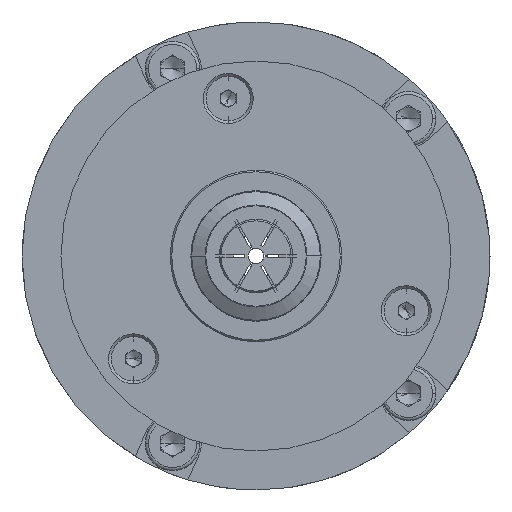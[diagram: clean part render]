
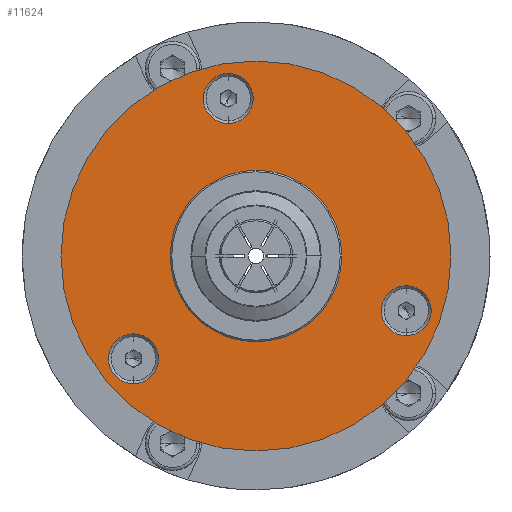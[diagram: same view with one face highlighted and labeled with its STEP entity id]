
A CAD part, left-side view. The second image highlights one B-rep face of the part: STEP entity #11624.
In plain terms, the highlighted planar face has unit normal (-1, 0, 0).
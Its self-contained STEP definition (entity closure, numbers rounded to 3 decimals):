
#11111 = VERTEX_POINT ( 'NONE', #18873 ) ;
#11113 = VERTEX_POINT ( 'NONE', #18872 ) ;
#11130 = EDGE_CURVE ( 'NONE', #11111, #11113, #18847, .T. ) ;
#11141 = VERTEX_POINT ( 'NONE', #18946 ) ;
#11143 = EDGE_CURVE ( 'NONE', #11141, #11144, #18945, .T. ) ;
#11144 = VERTEX_POINT ( 'NONE', #18940 ) ;
#11165 = EDGE_CURVE ( 'NONE', #11166, #11167, #18966, .T. ) ;
#11166 = VERTEX_POINT ( 'NONE', #18765 ) ;
#11167 = VERTEX_POINT ( 'NONE', #18764 ) ;
#11310 = VERTEX_POINT ( 'NONE', #19086 ) ;
#11312 = EDGE_CURVE ( 'NONE', #11310, #11313, #19085, .T. ) ;
#11313 = VERTEX_POINT ( 'NONE', #19145 ) ;
#11319 = EDGE_CURVE ( 'NONE', #11167, #11166, #19137, .T. ) ;
#11364 = EDGE_CURVE ( 'NONE', #11144, #11141, #19240, .T. ) ;
#11368 = ORIENTED_EDGE ( 'NONE', *, *, #11369, .T. ) ;
#11369 = EDGE_CURVE ( 'NONE', #11607, #11370, #19262, .T. ) ;
#11370 = VERTEX_POINT ( 'NONE', #19257 ) ;
#11371 = ORIENTED_EDGE ( 'NONE', *, *, #11540, .T. ) ;
#11540 = EDGE_CURVE ( 'NONE', #11370, #11607, #19827, .T. ) ;
#11541 = EDGE_LOOP ( 'NONE', ( #11609, #11610 ) ) ;
#11599 = EDGE_LOOP ( 'NONE', ( #11600, #11602 ) ) ;
#11600 = ORIENTED_EDGE ( 'NONE', *, *, #11601, .F. ) ;
#11601 = EDGE_CURVE ( 'NONE', #11313, #11310, #19867, .T. ) ;
#11602 = ORIENTED_EDGE ( 'NONE', *, *, #11312, .F. ) ;
#11603 = EDGE_LOOP ( 'NONE', ( #11604, #11605 ) ) ;
#11604 = ORIENTED_EDGE ( 'NONE', *, *, #11364, .F. ) ;
#11605 = ORIENTED_EDGE ( 'NONE', *, *, #11143, .F. ) ;
#11606 = EDGE_LOOP ( 'NONE', ( #11368, #11371 ) ) ;
#11607 = VERTEX_POINT ( 'NONE', #19862 ) ;
#11609 = ORIENTED_EDGE ( 'NONE', *, *, #11165, .F. ) ;
#11610 = ORIENTED_EDGE ( 'NONE', *, *, #11319, .F. ) ;
#11620 = EDGE_LOOP ( 'NONE', ( #11625, #11626 ) ) ;
#11623 = EDGE_CURVE ( 'NONE', #11113, #11111, #19739, .T. ) ;
#11624 = ADVANCED_FACE ( 'NONE', ( #19734, #19733, #19732, #19731, #19730 ), #19729, .T. ) ;
#11625 = ORIENTED_EDGE ( 'NONE', *, *, #11623, .F. ) ;
#11626 = ORIENTED_EDGE ( 'NONE', *, *, #11130, .F. ) ;
#18764 = CARTESIAN_POINT ( 'NONE',  ( -12.2, 0., 25. ) ) ;
#18765 = CARTESIAN_POINT ( 'NONE',  ( -12.2, 0., -25. ) ) ;
#18766 = DIRECTION ( 'NONE',  ( 0., 0., -1. ) ) ;
#18767 = DIRECTION ( 'NONE',  ( 1., 0., 0. ) ) ;
#18772 = DIRECTION ( 'NONE',  ( 0., 0., 1. ) ) ;
#18843 = DIRECTION ( 'NONE',  ( 0., 0., 1. ) ) ;
#18844 = DIRECTION ( 'NONE',  ( -1., 0., 0. ) ) ;
#18845 = CARTESIAN_POINT ( 'NONE',  ( -12.2, 3.56, 20.189 ) ) ;
#18846 = AXIS2_PLACEMENT_3D ( 'NONE', #18845, #18844, #18843 ) ;
#18847 = CIRCLE ( 'NONE', #18846, 3.2 ) ;
#18872 = CARTESIAN_POINT ( 'NONE',  ( -12.2, 3.56, 23.389 ) ) ;
#18873 = CARTESIAN_POINT ( 'NONE',  ( -12.2, 3.56, 16.989 ) ) ;
#18940 = CARTESIAN_POINT ( 'NONE',  ( -12.2, 15.704, -9.977 ) ) ;
#18941 = DIRECTION ( 'NONE',  ( 0., 0., 1. ) ) ;
#18942 = DIRECTION ( 'NONE',  ( -1., 0., 0. ) ) ;
#18943 = CARTESIAN_POINT ( 'NONE',  ( -12.2, 15.704, -13.177 ) ) ;
#18944 = AXIS2_PLACEMENT_3D ( 'NONE', #18943, #18942, #18941 ) ;
#18945 = CIRCLE ( 'NONE', #18944, 3.2 ) ;
#18946 = CARTESIAN_POINT ( 'NONE',  ( -12.2, 15.704, -16.377 ) ) ;
#18961 = CARTESIAN_POINT ( 'NONE',  ( -12.2, 0., 0. ) ) ;
#18962 = AXIS2_PLACEMENT_3D ( 'NONE', #18961, #18767, #18766 ) ;
#18966 = CIRCLE ( 'NONE', #18962, 25. ) ;
#19085 = CIRCLE ( 'NONE', #19149, 3.2 ) ;
#19086 = CARTESIAN_POINT ( 'NONE',  ( -12.2, -19.264, -10.211 ) ) ;
#19130 = DIRECTION ( 'NONE',  ( 0., 0., -1. ) ) ;
#19131 = DIRECTION ( 'NONE',  ( 1., 0., 0. ) ) ;
#19132 = CARTESIAN_POINT ( 'NONE',  ( -12.2, 0., 0. ) ) ;
#19133 = AXIS2_PLACEMENT_3D ( 'NONE', #19132, #19131, #19130 ) ;
#19137 = CIRCLE ( 'NONE', #19133, 25. ) ;
#19145 = CARTESIAN_POINT ( 'NONE',  ( -12.2, -19.264, -3.811 ) ) ;
#19146 = DIRECTION ( 'NONE',  ( 0., 0., 1. ) ) ;
#19147 = DIRECTION ( 'NONE',  ( -1., 0., 0. ) ) ;
#19148 = CARTESIAN_POINT ( 'NONE',  ( -12.2, -19.264, -7.011 ) ) ;
#19149 = AXIS2_PLACEMENT_3D ( 'NONE', #19148, #19147, #19146 ) ;
#19238 = CARTESIAN_POINT ( 'NONE',  ( -12.2, 15.704, -13.177 ) ) ;
#19239 = AXIS2_PLACEMENT_3D ( 'NONE', #19238, #19270, #19269 ) ;
#19240 = CIRCLE ( 'NONE', #19239, 3.2 ) ;
#19257 = CARTESIAN_POINT ( 'NONE',  ( -12.2, 0., 9.8 ) ) ;
#19258 = DIRECTION ( 'NONE',  ( 0., 0., -1. ) ) ;
#19259 = DIRECTION ( 'NONE',  ( 1., 0., 0. ) ) ;
#19260 = CARTESIAN_POINT ( 'NONE',  ( -12.2, 0., 0. ) ) ;
#19261 = AXIS2_PLACEMENT_3D ( 'NONE', #19260, #19259, #19258 ) ;
#19262 = CIRCLE ( 'NONE', #19261, 9.8 ) ;
#19269 = DIRECTION ( 'NONE',  ( 0., 0., 1. ) ) ;
#19270 = DIRECTION ( 'NONE',  ( -1., 0., 0. ) ) ;
#19726 = DIRECTION ( 'NONE',  ( -1., 0., 0. ) ) ;
#19727 = CARTESIAN_POINT ( 'NONE',  ( -12.2, 25., 0. ) ) ;
#19728 = AXIS2_PLACEMENT_3D ( 'NONE', #19727, #19726, #18772 ) ;
#19729 = PLANE ( 'NONE',  #19728 ) ;
#19730 = FACE_OUTER_BOUND ( 'NONE', #11541, .T. ) ;
#19731 = FACE_BOUND ( 'NONE', #11606, .T. ) ;
#19732 = FACE_BOUND ( 'NONE', #11603, .T. ) ;
#19733 = FACE_BOUND ( 'NONE', #11599, .T. ) ;
#19734 = FACE_BOUND ( 'NONE', #11620, .T. ) ;
#19735 = DIRECTION ( 'NONE',  ( 0., 0., 1. ) ) ;
#19736 = DIRECTION ( 'NONE',  ( -1., 0., 0. ) ) ;
#19737 = CARTESIAN_POINT ( 'NONE',  ( -12.2, 3.56, 20.189 ) ) ;
#19738 = AXIS2_PLACEMENT_3D ( 'NONE', #19737, #19736, #19735 ) ;
#19739 = CIRCLE ( 'NONE', #19738, 3.2 ) ;
#19823 = DIRECTION ( 'NONE',  ( 0., 0., -1. ) ) ;
#19824 = DIRECTION ( 'NONE',  ( 1., 0., 0. ) ) ;
#19825 = CARTESIAN_POINT ( 'NONE',  ( -12.2, 0., 0. ) ) ;
#19826 = AXIS2_PLACEMENT_3D ( 'NONE', #19825, #19824, #19823 ) ;
#19827 = CIRCLE ( 'NONE', #19826, 9.8 ) ;
#19862 = CARTESIAN_POINT ( 'NONE',  ( -12.2, 0., -9.8 ) ) ;
#19863 = DIRECTION ( 'NONE',  ( 0., 0., 1. ) ) ;
#19864 = DIRECTION ( 'NONE',  ( -1., 0., 0. ) ) ;
#19865 = CARTESIAN_POINT ( 'NONE',  ( -12.2, -19.264, -7.011 ) ) ;
#19866 = AXIS2_PLACEMENT_3D ( 'NONE', #19865, #19864, #19863 ) ;
#19867 = CIRCLE ( 'NONE', #19866, 3.2 ) ;
